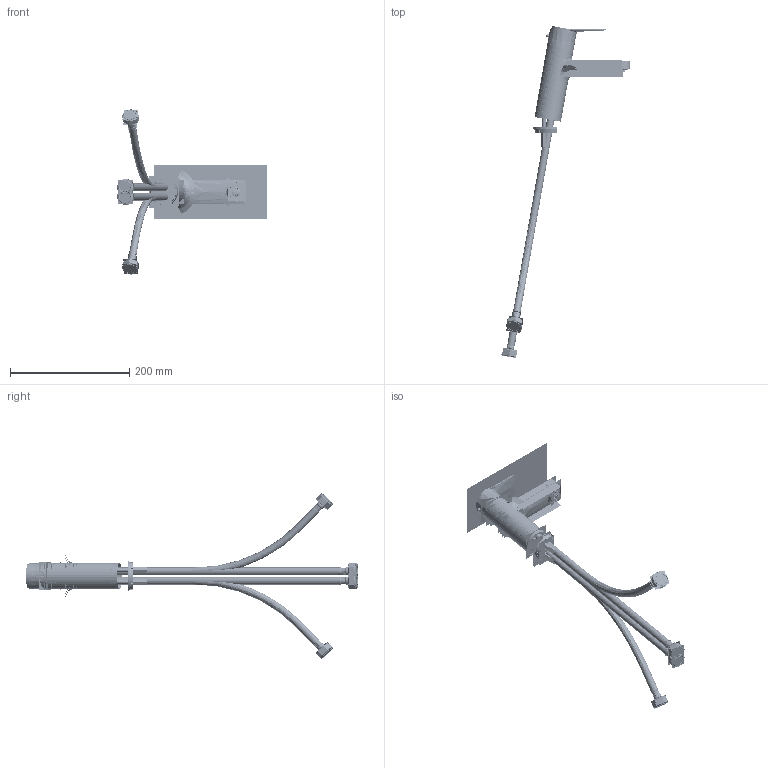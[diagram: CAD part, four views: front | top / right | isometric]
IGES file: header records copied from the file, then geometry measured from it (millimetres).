
Start section:  PTC IGES file: ZR06_110DNC.igs
Global section: file name: ZR06_110DNC.igs; native system: Pro/ENGINEER by Parametric Technology Corporation; preprocessor: 2009360; author: user152; organization: Unknown; date: 20200401.083408; units: millimetre
Bounding box: 251.13 x 556.49 x 278.51 mm (x, y, z)
Volume: 279239.9 mm3; surface area: 2002546.3 mm2
Topology: 18 solids, 38 shells, 7874 faces, 45375 edges, 61338 vertices
Faces by surface type: bspline 6164, revolution 1710
